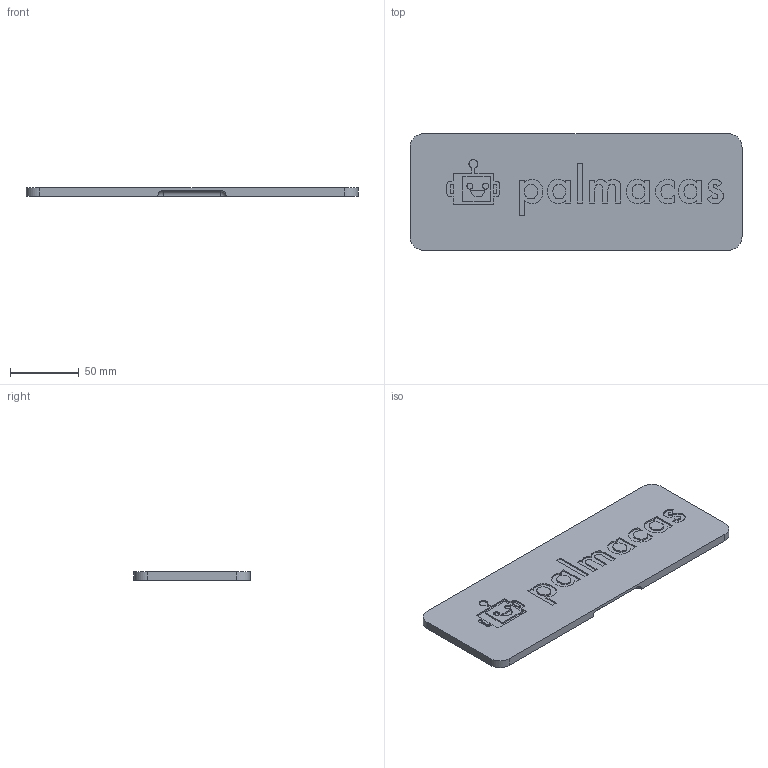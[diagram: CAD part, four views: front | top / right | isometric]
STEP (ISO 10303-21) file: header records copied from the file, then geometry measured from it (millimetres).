
FILE_DESCRIPTION(/* description */ (''),/* implementation_level */ '2;1');
FILE_NAME(/* name */ 'BoxTop.step',/* time_stamp */ '2021-04-10T23:01:50-05:00',/* author */ (''),/* organization */ (''),/* preprocessor_version */ 'ST-DEVELOPER v18.1',/* originating_system */ 'Autodesk Translation Framework v9.10.0.1330',/* authorisation */ '');
FILE_SCHEMA (('AUTOMOTIVE_DESIGN { 1 0 10303 214 3 1 1 }'));
Length unit declared in the file: millimetre
Products named in the file (1): BoxTop
Bounding box: 242 x 85 x 6 mm (x, y, z)
Volume: 101419.7 mm3; surface area: 48028.2 mm2
Topology: 1 solids, 1 shells, 274 faces, 732 edges, 488 vertices
Faces by surface type: bspline 129, plane 127, cylinder 16, sphere 2
Full cylindrical faces by diameter (mm): 5.5 x8
Entity records: 9537 total; most frequent: CARTESIAN_POINT 3576, ORIENTED_EDGE 1464, DIRECTION 806, EDGE_CURVE 732, VERTEX_POINT 488, LINE 438, VECTOR 438, EDGE_LOOP 302
